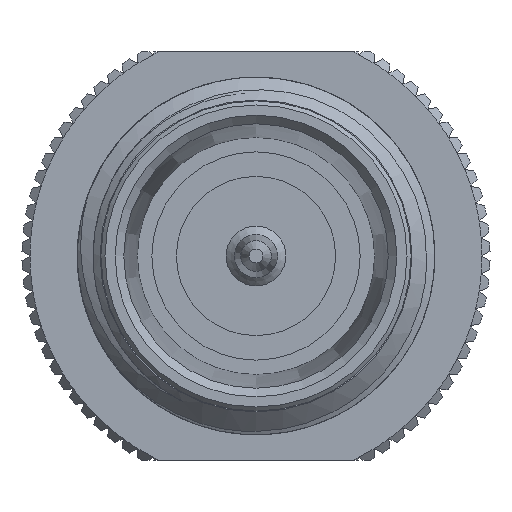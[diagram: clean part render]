
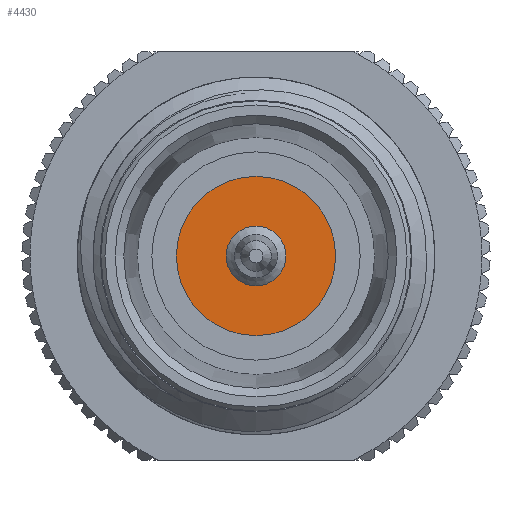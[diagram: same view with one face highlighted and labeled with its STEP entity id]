
A CAD part, left-side view. The second image highlights one B-rep face of the part: STEP entity #4430.
In plain terms, the highlighted planar face has unit normal (-1, 0, 0).
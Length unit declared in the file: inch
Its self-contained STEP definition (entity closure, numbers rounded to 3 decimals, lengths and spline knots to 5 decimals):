
#592 = DIRECTION ( 'NONE',  ( 0., 0., 1. ) ) ;
#751 = EDGE_CURVE ( 'NONE', #6801, #6801, #9929, .T. ) ;
#928 = DIRECTION ( 'NONE',  ( 0., 0., 1. ) ) ;
#1259 = CARTESIAN_POINT ( 'NONE',  ( 0.36, 0., 0.0365 ) ) ;
#1737 = CARTESIAN_POINT ( 'NONE',  ( 0.36, 0., 0. ) ) ;
#2059 = PLANE ( 'NONE',  #8771 ) ;
#2574 = ORIENTED_EDGE ( 'NONE', *, *, #9390, .F. ) ;
#4430 = ADVANCED_FACE ( 'NONE', ( #8664, #9702 ), #2059, .T. ) ;
#5141 = DIRECTION ( 'NONE',  ( -1., 0., 0. ) ) ;
#5216 = EDGE_LOOP ( 'NONE', ( #9290 ) ) ;
#5799 = CARTESIAN_POINT ( 'NONE',  ( 0.36, 0., 0. ) ) ;
#6125 = DIRECTION ( 'NONE',  ( 0., 0., 1. ) ) ;
#6283 = DIRECTION ( 'NONE',  ( -1., 0., 0. ) ) ;
#6801 = VERTEX_POINT ( 'NONE', #8462 ) ;
#7752 = EDGE_LOOP ( 'NONE', ( #2574 ) ) ;
#7944 = CIRCLE ( 'NONE', #10764, 0.0365 ) ;
#8462 = CARTESIAN_POINT ( 'NONE',  ( 0.36, 0., 0.0975 ) ) ;
#8664 = FACE_BOUND ( 'NONE', #7752, .T. ) ;
#8771 = AXIS2_PLACEMENT_3D ( 'NONE', #9758, #6283, #592 ) ;
#8876 = VERTEX_POINT ( 'NONE', #1259 ) ;
#9163 = DIRECTION ( 'NONE',  ( -1., 0., 0. ) ) ;
#9290 = ORIENTED_EDGE ( 'NONE', *, *, #751, .T. ) ;
#9390 = EDGE_CURVE ( 'NONE', #8876, #8876, #7944, .T. ) ;
#9702 = FACE_OUTER_BOUND ( 'NONE', #5216, .T. ) ;
#9758 = CARTESIAN_POINT ( 'NONE',  ( 0.36, 0., 0. ) ) ;
#9764 = AXIS2_PLACEMENT_3D ( 'NONE', #1737, #5141, #928 ) ;
#9929 = CIRCLE ( 'NONE', #9764, 0.0975 ) ;
#10764 = AXIS2_PLACEMENT_3D ( 'NONE', #5799, #9163, #6125 ) ;
